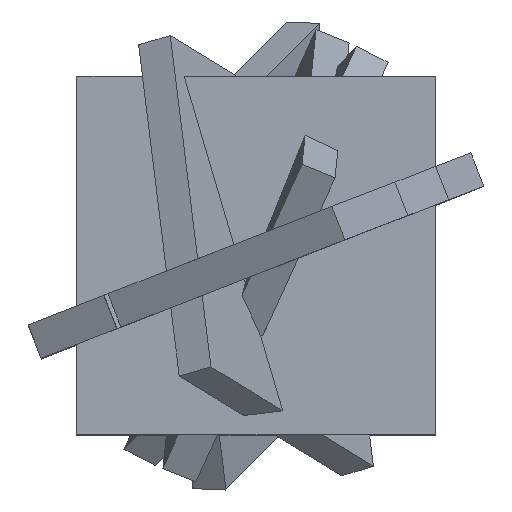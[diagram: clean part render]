
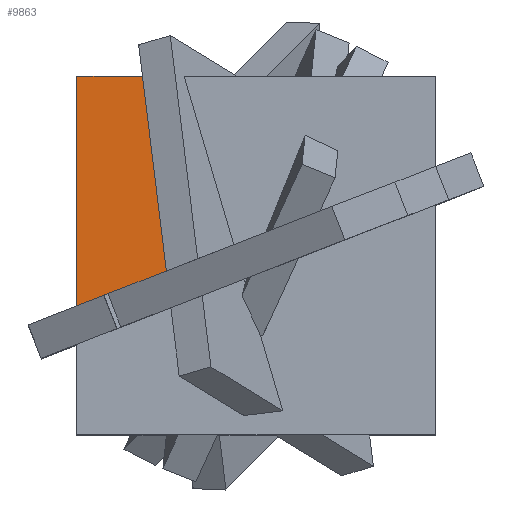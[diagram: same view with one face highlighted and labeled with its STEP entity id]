
A CAD part, top view. The second image highlights one B-rep face of the part: STEP entity #9863.
In plain terms, the highlighted planar face has unit normal (0, 0, 1).
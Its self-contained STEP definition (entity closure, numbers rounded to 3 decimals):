
#2885 = PLANE('',#2886);
#2886 = AXIS2_PLACEMENT_3D('',#2887,#2888,#2889);
#2887 = CARTESIAN_POINT('',(-4.239,-1.112,
    12.571));
#2888 = DIRECTION('',(0.362,-0.932,0.)
  );
#2889 = DIRECTION('',(-0.113,-0.044,
    -0.993));
#4900 = PLANE('',#4901);
#4901 = AXIS2_PLACEMENT_3D('',#4902,#4903,#4904);
#4902 = CARTESIAN_POINT('',(-2.142,-3.374,
    13.855));
#4903 = DIRECTION('',(-0.884,-0.26,-0.388));
#4904 = DIRECTION('',(-0.113,0.925,-0.362));
#4939 = VERTEX_POINT('',#4940);
#4940 = CARTESIAN_POINT('',(-5.,-1.408,10.5));
#4953 = PLANE('',#4954);
#4954 = AXIS2_PLACEMENT_3D('',#4955,#4956,#4957);
#4955 = CARTESIAN_POINT('',(-5.,-5.,9.5));
#4956 = DIRECTION('',(1.,0.,0.));
#4957 = DIRECTION('',(0.,0.,1.));
#4964 = EDGE_CURVE('',#4965,#4939,#4967,.T.);
#4965 = VERTEX_POINT('',#4966);
#4966 = CARTESIAN_POINT('',(-1.634,-0.099,10.5));
#4967 = SURFACE_CURVE('',#4968,(#4972,#4978),.PCURVE_S1.);
#4968 = LINE('',#4969,#4970);
#4969 = CARTESIAN_POINT('',(-5.226,-1.496,10.5));
#4970 = VECTOR('',#4971,1.);
#4971 = DIRECTION('',(-0.932,-0.362,0.
    ));
#4972 = PCURVE('',#2885,#4973);
#4973 = DEFINITIONAL_REPRESENTATION('',(#4974),#4977);
#4974 = B_SPLINE_CURVE_WITH_KNOTS('',1,(#4975,#4976),.UNSPECIFIED.,.F.,
  .F.,(2,2),(-10.972,-0.243),.PIECEWISE_BEZIER_KNOTS.);
#4975 = CARTESIAN_POINT('',(0.849,10.092));
#4976 = CARTESIAN_POINT('',(2.155,-0.558));
#4977 = ( GEOMETRIC_REPRESENTATION_CONTEXT(2) 
PARAMETRIC_REPRESENTATION_CONTEXT() REPRESENTATION_CONTEXT('2D SPACE',''
  ) );
#4978 = PCURVE('',#4979,#4984);
#4979 = PLANE('',#4980);
#4980 = AXIS2_PLACEMENT_3D('',#4981,#4982,#4983);
#4981 = CARTESIAN_POINT('',(-5.,-5.,10.5));
#4982 = DIRECTION('',(0.,0.,1.));
#4983 = DIRECTION('',(1.,0.,0.));
#4984 = DEFINITIONAL_REPRESENTATION('',(#4985),#4988);
#4985 = B_SPLINE_CURVE_WITH_KNOTS('',1,(#4986,#4987),.UNSPECIFIED.,.F.,
  .F.,(2,2),(-10.972,-0.243),.PIECEWISE_BEZIER_KNOTS.);
#4986 = CARTESIAN_POINT('',(10.,7.48));
#4987 = CARTESIAN_POINT('',(0.,3.592));
#4988 = ( GEOMETRIC_REPRESENTATION_CONTEXT(2) 
PARAMETRIC_REPRESENTATION_CONTEXT() REPRESENTATION_CONTEXT('2D SPACE',''
  ) );
#9820 = VERTEX_POINT('',#9821);
#9821 = CARTESIAN_POINT('',(-3.136,5.,10.5));
#9834 = PLANE('',#9835);
#9835 = AXIS2_PLACEMENT_3D('',#9836,#9837,#9838);
#9836 = CARTESIAN_POINT('',(-5.,5.,9.5));
#9837 = DIRECTION('',(0.,1.,0.));
#9838 = DIRECTION('',(0.,0.,1.));
#9845 = EDGE_CURVE('',#4965,#9820,#9846,.T.);
#9846 = SURFACE_CURVE('',#9847,(#9851,#9857),.PCURVE_S1.);
#9847 = LINE('',#9848,#9849);
#9848 = CARTESIAN_POINT('',(-0.681,-3.335,10.5));
#9849 = VECTOR('',#9850,1.);
#9850 = DIRECTION('',(-0.283,0.959,0.)
  );
#9851 = PCURVE('',#4900,#9852);
#9852 = DEFINITIONAL_REPRESENTATION('',(#9853),#9856);
#9853 = B_SPLINE_CURVE_WITH_KNOTS('',1,(#9854,#9855),.UNSPECIFIED.,.F.,
  .F.,(2,2),(2.273,8.69),.PIECEWISE_BEZIER_KNOTS.);
#9854 = CARTESIAN_POINT('',(3.176,2.601));
#9855 = CARTESIAN_POINT('',(9.075,0.078));
#9856 = ( GEOMETRIC_REPRESENTATION_CONTEXT(2) 
PARAMETRIC_REPRESENTATION_CONTEXT() REPRESENTATION_CONTEXT('2D SPACE',''
  ) );
#9857 = PCURVE('',#4979,#9858);
#9858 = DEFINITIONAL_REPRESENTATION('',(#9859),#9862);
#9859 = B_SPLINE_CURVE_WITH_KNOTS('',1,(#9860,#9861),.UNSPECIFIED.,.F.,
  .F.,(2,2),(2.273,8.69),.PIECEWISE_BEZIER_KNOTS.);
#9860 = CARTESIAN_POINT('',(3.677,3.845));
#9861 = CARTESIAN_POINT('',(1.864,10.));
#9862 = ( GEOMETRIC_REPRESENTATION_CONTEXT(2) 
PARAMETRIC_REPRESENTATION_CONTEXT() REPRESENTATION_CONTEXT('2D SPACE',''
  ) );
#9863 = ADVANCED_FACE('',(#9864),#4979,.T.);
#9864 = FACE_BOUND('',#9865,.T.);
#9865 = EDGE_LOOP('',(#9866,#9889,#9890,#9891));
#9866 = ORIENTED_EDGE('',*,*,#9867,.F.);
#9867 = EDGE_CURVE('',#4939,#9868,#9870,.T.);
#9868 = VERTEX_POINT('',#9869);
#9869 = CARTESIAN_POINT('',(-5.,5.,10.5));
#9870 = SURFACE_CURVE('',#9871,(#9875,#9882),.PCURVE_S1.);
#9871 = LINE('',#9872,#9873);
#9872 = CARTESIAN_POINT('',(-5.,-5.,10.5));
#9873 = VECTOR('',#9874,1.);
#9874 = DIRECTION('',(0.,1.,0.));
#9875 = PCURVE('',#4979,#9876);
#9876 = DEFINITIONAL_REPRESENTATION('',(#9877),#9881);
#9877 = LINE('',#9878,#9879);
#9878 = CARTESIAN_POINT('',(0.,0.));
#9879 = VECTOR('',#9880,1.);
#9880 = DIRECTION('',(0.,1.));
#9881 = ( GEOMETRIC_REPRESENTATION_CONTEXT(2) 
PARAMETRIC_REPRESENTATION_CONTEXT() REPRESENTATION_CONTEXT('2D SPACE',''
  ) );
#9882 = PCURVE('',#4953,#9883);
#9883 = DEFINITIONAL_REPRESENTATION('',(#9884),#9888);
#9884 = LINE('',#9885,#9886);
#9885 = CARTESIAN_POINT('',(1.,0.));
#9886 = VECTOR('',#9887,1.);
#9887 = DIRECTION('',(0.,-1.));
#9888 = ( GEOMETRIC_REPRESENTATION_CONTEXT(2) 
PARAMETRIC_REPRESENTATION_CONTEXT() REPRESENTATION_CONTEXT('2D SPACE',''
  ) );
#9889 = ORIENTED_EDGE('',*,*,#4964,.F.);
#9890 = ORIENTED_EDGE('',*,*,#9845,.T.);
#9891 = ORIENTED_EDGE('',*,*,#9892,.F.);
#9892 = EDGE_CURVE('',#9868,#9820,#9893,.T.);
#9893 = SURFACE_CURVE('',#9894,(#9898,#9905),.PCURVE_S1.);
#9894 = LINE('',#9895,#9896);
#9895 = CARTESIAN_POINT('',(-5.,5.,10.5));
#9896 = VECTOR('',#9897,1.);
#9897 = DIRECTION('',(1.,0.,0.));
#9898 = PCURVE('',#4979,#9899);
#9899 = DEFINITIONAL_REPRESENTATION('',(#9900),#9904);
#9900 = LINE('',#9901,#9902);
#9901 = CARTESIAN_POINT('',(0.,10.));
#9902 = VECTOR('',#9903,1.);
#9903 = DIRECTION('',(1.,0.));
#9904 = ( GEOMETRIC_REPRESENTATION_CONTEXT(2) 
PARAMETRIC_REPRESENTATION_CONTEXT() REPRESENTATION_CONTEXT('2D SPACE',''
  ) );
#9905 = PCURVE('',#9834,#9906);
#9906 = DEFINITIONAL_REPRESENTATION('',(#9907),#9911);
#9907 = LINE('',#9908,#9909);
#9908 = CARTESIAN_POINT('',(1.,0.));
#9909 = VECTOR('',#9910,1.);
#9910 = DIRECTION('',(0.,1.));
#9911 = ( GEOMETRIC_REPRESENTATION_CONTEXT(2) 
PARAMETRIC_REPRESENTATION_CONTEXT() REPRESENTATION_CONTEXT('2D SPACE',''
  ) );
